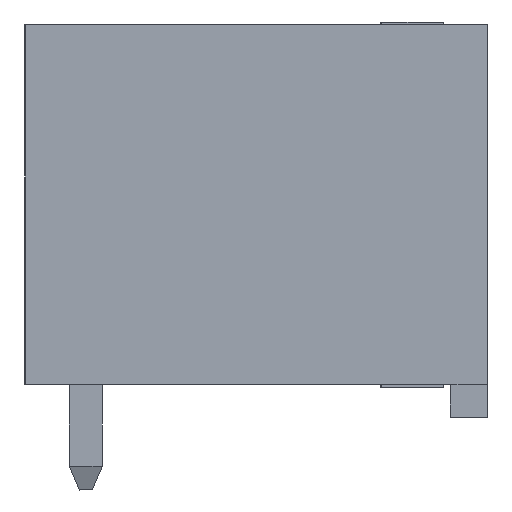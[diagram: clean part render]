
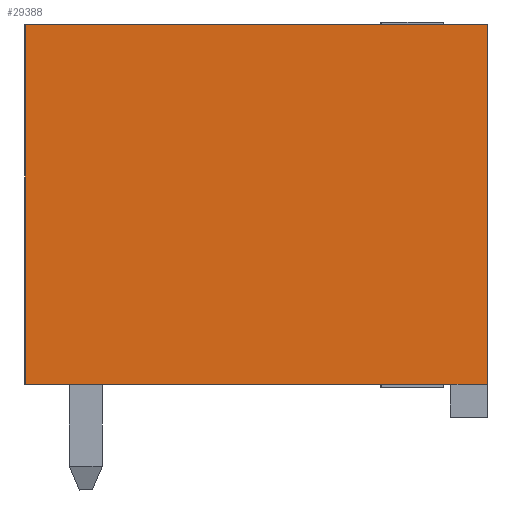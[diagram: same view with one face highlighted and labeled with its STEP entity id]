
A CAD part, left-side view. The second image highlights one B-rep face of the part: STEP entity #29388.
In plain terms, the highlighted planar face has unit normal (-1, 0, 0).
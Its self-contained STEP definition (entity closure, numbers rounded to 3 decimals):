
#29360=AXIS2_PLACEMENT_3D('Plane Axis2P3D',#29357,#29358,#29359) ;
#28758=CARTESIAN_POINT('Vertex',(0.,0.,14.1)) ;
#28761=CARTESIAN_POINT('Line Origine',(0.,0.,8.65)) ;
#28765=CARTESIAN_POINT('Vertex',(0.,0.,3.2)) ;
#29236=CARTESIAN_POINT('Vertex',(0.,14.,14.1)) ;
#29239=CARTESIAN_POINT('Line Origine',(0.,7.,14.1)) ;
#29357=CARTESIAN_POINT('Axis2P3D Location',(0.,0.,14.1)) ;
#29362=CARTESIAN_POINT('Line Origine',(0.,14.,8.65)) ;
#29366=CARTESIAN_POINT('Vertex',(0.,14.,3.2)) ;
#29369=CARTESIAN_POINT('Line Origine',(0.,7.55,3.2)) ;
#29373=CARTESIAN_POINT('Vertex',(0.,1.1,3.2)) ;
#29376=CARTESIAN_POINT('Line Origine',(0.,0.55,3.2)) ;
#28762=DIRECTION('Vector Direction',(0.,0.,-1.)) ;
#29240=DIRECTION('Vector Direction',(0.,1.,0.)) ;
#29358=DIRECTION('Axis2P3D Direction',(-1.,0.,0.)) ;
#29359=DIRECTION('Axis2P3D XDirection',(0.,1.,0.)) ;
#29363=DIRECTION('Vector Direction',(0.,0.,-1.)) ;
#29370=DIRECTION('Vector Direction',(0.,1.,0.)) ;
#29377=DIRECTION('Vector Direction',(0.,1.,0.)) ;
#28763=VECTOR('Line Direction',#28762,1.) ;
#29241=VECTOR('Line Direction',#29240,1.) ;
#29364=VECTOR('Line Direction',#29363,1.) ;
#29371=VECTOR('Line Direction',#29370,1.) ;
#29378=VECTOR('Line Direction',#29377,1.) ;
#29382=ORIENTED_EDGE('',*,*,#29368,.T.) ;
#29383=ORIENTED_EDGE('',*,*,#29375,.F.) ;
#29384=ORIENTED_EDGE('',*,*,#29380,.F.) ;
#29385=ORIENTED_EDGE('',*,*,#28767,.F.) ;
#29386=ORIENTED_EDGE('',*,*,#29243,.T.) ;
#29388=ADVANCED_FACE('Housing',(#29387),#29361,.T.) ;
#28767=EDGE_CURVE('',#28759,#28766,#28764,.T.) ;
#29243=EDGE_CURVE('',#28759,#29237,#29242,.T.) ;
#29368=EDGE_CURVE('',#29237,#29367,#29365,.T.) ;
#29375=EDGE_CURVE('',#29374,#29367,#29372,.T.) ;
#29380=EDGE_CURVE('',#28766,#29374,#29379,.T.) ;
#29381=EDGE_LOOP('',(#29382,#29383,#29384,#29385,#29386)) ;
#29387=FACE_OUTER_BOUND('',#29381,.T.) ;
#28764=LINE('Line',#28761,#28763) ;
#29242=LINE('Line',#29239,#29241) ;
#29365=LINE('Line',#29362,#29364) ;
#29372=LINE('Line',#29369,#29371) ;
#29379=LINE('Line',#29376,#29378) ;
#29361=PLANE('',#29360) ;
#28759=VERTEX_POINT('',#28758) ;
#28766=VERTEX_POINT('',#28765) ;
#29237=VERTEX_POINT('',#29236) ;
#29367=VERTEX_POINT('',#29366) ;
#29374=VERTEX_POINT('',#29373) ;
